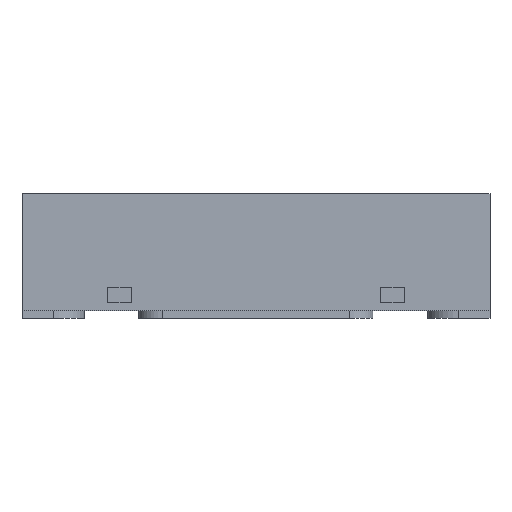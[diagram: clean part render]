
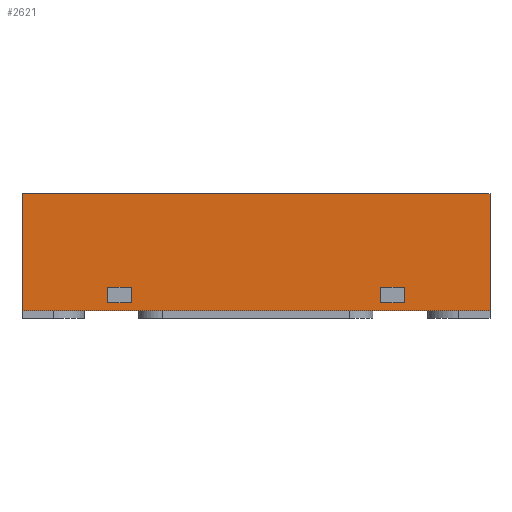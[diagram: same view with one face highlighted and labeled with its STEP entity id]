
A CAD part, front view. The second image highlights one B-rep face of the part: STEP entity #2621.
In plain terms, the highlighted face is planar.
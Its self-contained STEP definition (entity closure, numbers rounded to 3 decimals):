
#141=FACE_BOUND('',#421,.T.);
#142=FACE_BOUND('',#422,.T.);
#152=PLANE('',#2897);
#267=FACE_OUTER_BOUND('',#420,.T.);
#420=EDGE_LOOP('',(#1928,#1929,#1930,#1931));
#421=EDGE_LOOP('',(#1932,#1933,#1934,#1935));
#422=EDGE_LOOP('',(#1936,#1937,#1938,#1939));
#564=LINE('',#3908,#857);
#588=LINE('',#4191,#881);
#599=LINE('',#4214,#892);
#613=LINE('',#4241,#906);
#614=LINE('',#4244,#907);
#615=LINE('',#4246,#908);
#616=LINE('',#4248,#909);
#617=LINE('',#4249,#910);
#618=LINE('',#4252,#911);
#619=LINE('',#4254,#912);
#620=LINE('',#4256,#913);
#621=LINE('',#4257,#914);
#857=VECTOR('',#3130,1000.);
#881=VECTOR('',#3196,1000.);
#892=VECTOR('',#3211,1000.);
#906=VECTOR('',#3227,1000.);
#907=VECTOR('',#3228,1000.);
#908=VECTOR('',#3229,1000.);
#909=VECTOR('',#3230,1000.);
#910=VECTOR('',#3231,1000.);
#911=VECTOR('',#3232,1000.);
#912=VECTOR('',#3233,1000.);
#913=VECTOR('',#3234,1000.);
#914=VECTOR('',#3235,1000.);
#1225=VERTEX_POINT('',#3905);
#1226=VERTEX_POINT('',#3907);
#1256=VERTEX_POINT('',#4189);
#1266=VERTEX_POINT('',#4213);
#1279=VERTEX_POINT('',#4242);
#1280=VERTEX_POINT('',#4243);
#1281=VERTEX_POINT('',#4245);
#1282=VERTEX_POINT('',#4247);
#1283=VERTEX_POINT('',#4250);
#1284=VERTEX_POINT('',#4251);
#1285=VERTEX_POINT('',#4253);
#1286=VERTEX_POINT('',#4255);
#1468=EDGE_CURVE('',#1225,#1226,#564,.T.);
#1508=EDGE_CURVE('',#1256,#1225,#588,.T.);
#1519=EDGE_CURVE('',#1226,#1266,#599,.T.);
#1533=EDGE_CURVE('',#1256,#1266,#613,.T.);
#1534=EDGE_CURVE('',#1279,#1280,#614,.T.);
#1535=EDGE_CURVE('',#1280,#1281,#615,.T.);
#1536=EDGE_CURVE('',#1281,#1282,#616,.T.);
#1537=EDGE_CURVE('',#1279,#1282,#617,.T.);
#1538=EDGE_CURVE('',#1283,#1284,#618,.T.);
#1539=EDGE_CURVE('',#1284,#1285,#619,.T.);
#1540=EDGE_CURVE('',#1285,#1286,#620,.T.);
#1541=EDGE_CURVE('',#1283,#1286,#621,.T.);
#1928=ORIENTED_EDGE('',*,*,#1508,.F.);
#1929=ORIENTED_EDGE('',*,*,#1533,.T.);
#1930=ORIENTED_EDGE('',*,*,#1519,.F.);
#1931=ORIENTED_EDGE('',*,*,#1468,.F.);
#1932=ORIENTED_EDGE('',*,*,#1534,.T.);
#1933=ORIENTED_EDGE('',*,*,#1535,.T.);
#1934=ORIENTED_EDGE('',*,*,#1536,.T.);
#1935=ORIENTED_EDGE('',*,*,#1537,.F.);
#1936=ORIENTED_EDGE('',*,*,#1538,.T.);
#1937=ORIENTED_EDGE('',*,*,#1539,.T.);
#1938=ORIENTED_EDGE('',*,*,#1540,.T.);
#1939=ORIENTED_EDGE('',*,*,#1541,.F.);
#2621=ADVANCED_FACE('',(#267,#141,#142),#152,.T.);
#2897=AXIS2_PLACEMENT_3D('',#4240,#3225,#3226);
#3130=DIRECTION('',(1.,0.,0.));
#3196=DIRECTION('',(0.,1.,0.));
#3211=DIRECTION('',(0.,-1.,0.));
#3225=DIRECTION('center_axis',(0.,0.,1.));
#3226=DIRECTION('ref_axis',(1.,0.,0.));
#3227=DIRECTION('',(1.,0.,0.));
#3228=DIRECTION('',(0.,1.,0.));
#3229=DIRECTION('',(1.,0.,0.));
#3230=DIRECTION('',(0.,-1.,0.));
#3231=DIRECTION('',(1.,0.,0.));
#3232=DIRECTION('',(0.,1.,0.));
#3233=DIRECTION('',(1.,0.,0.));
#3234=DIRECTION('',(0.,-1.,0.));
#3235=DIRECTION('',(1.,0.,0.));
#3905=CARTESIAN_POINT('',(-1.5,0.75,1.5));
#3907=CARTESIAN_POINT('',(1.5,0.75,1.5));
#3908=CARTESIAN_POINT('',(0.,0.75,1.5));
#4189=CARTESIAN_POINT('',(-1.5,0.,1.5));
#4191=CARTESIAN_POINT('',(-1.5,0.,1.5));
#4213=CARTESIAN_POINT('',(1.5,0.,1.5));
#4214=CARTESIAN_POINT('',(1.5,0.,1.5));
#4240=CARTESIAN_POINT('Origin',(-1.5,0.,1.5));
#4241=CARTESIAN_POINT('',(-1.5,0.,1.5));
#4242=CARTESIAN_POINT('',(0.8,0.05,1.5));
#4243=CARTESIAN_POINT('',(0.8,0.15,1.5));
#4244=CARTESIAN_POINT('',(0.8,0.,1.5));
#4245=CARTESIAN_POINT('',(0.95,0.15,1.5));
#4246=CARTESIAN_POINT('',(-1.5,0.15,1.5));
#4247=CARTESIAN_POINT('',(0.95,0.05,1.5));
#4248=CARTESIAN_POINT('',(0.95,0.05,1.5));
#4249=CARTESIAN_POINT('',(0.,0.05,1.5));
#4250=CARTESIAN_POINT('',(-0.95,0.05,1.5));
#4251=CARTESIAN_POINT('',(-0.95,0.15,1.5));
#4252=CARTESIAN_POINT('',(-0.95,0.05,1.5));
#4253=CARTESIAN_POINT('',(-0.8,0.15,1.5));
#4254=CARTESIAN_POINT('',(-1.5,0.15,1.5));
#4255=CARTESIAN_POINT('',(-0.8,0.05,1.5));
#4256=CARTESIAN_POINT('',(-0.8,0.,1.5));
#4257=CARTESIAN_POINT('',(0.,0.05,1.5));
